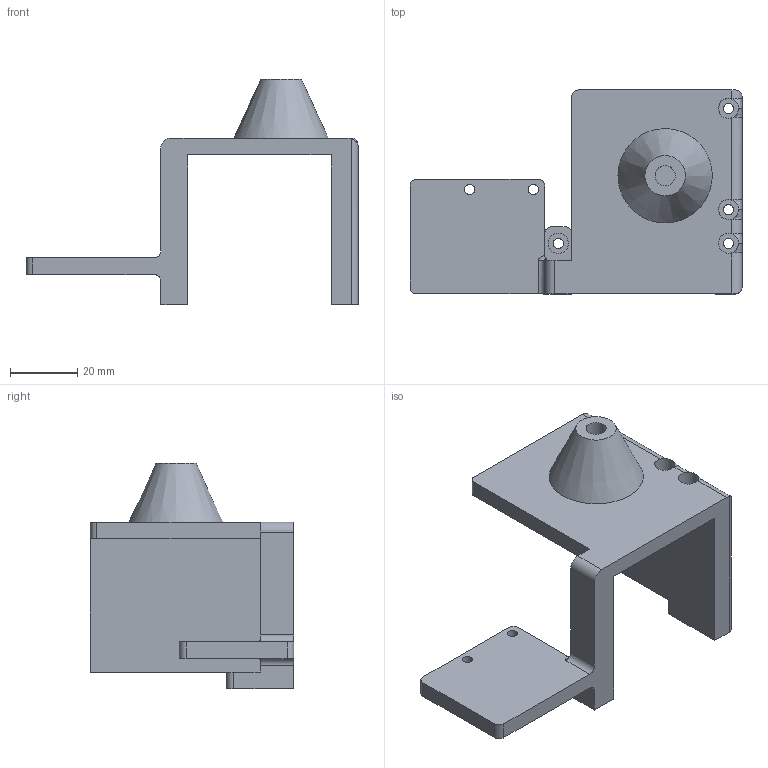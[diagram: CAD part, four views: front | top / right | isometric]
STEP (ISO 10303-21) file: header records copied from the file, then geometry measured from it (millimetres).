
FILE_DESCRIPTION(('FreeCAD Model'),'2;1');
FILE_NAME('Table Holder Base Endstop Y.step','2015-07-24T12:27:59',('Author'),(''), 'Open CASCADE STEP processor 6.8','FreeCAD','Unknown');
FILE_SCHEMA(('AUTOMOTIVE_DESIGN_CC2 { 1 2 10303 214 -1 1 5 4 }'));
Length unit declared in the file: millimetre
Products named in the file (1): Table_Holder_Base_Endstop_Y
Bounding box: 98.5 x 60.47 x 67 mm (x, y, z)
Volume: 47838 mm3; surface area: 21618.6 mm2
Topology: 1 solids, 1 shells, 63 faces, 173 edges, 113 vertices
Faces by surface type: plane 28, cylinder 26, bspline 8, cone 1
Full cylindrical faces by diameter (mm): 3 x6, 6 x5
Entity records: 7143 total; most frequent: CARTESIAN_POINT 3854, DIRECTION 570, ORIENTED_EDGE 342, PCURVE 342, DEFINITIONAL_REPRESENTATION 342, LINE 339, VECTOR 339, EDGE_CURVE 171
